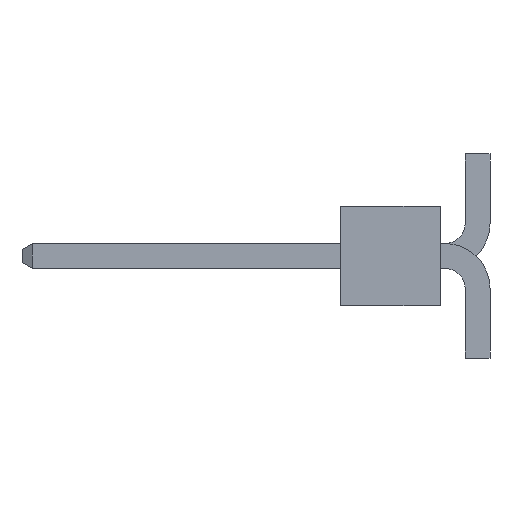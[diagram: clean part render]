
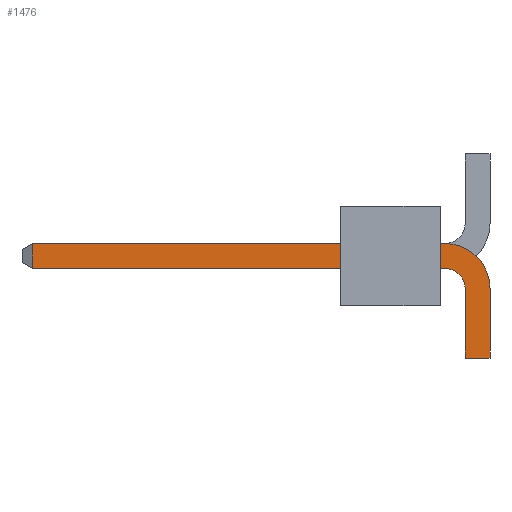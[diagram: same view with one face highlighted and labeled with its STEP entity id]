
A CAD part, left-side view. The second image highlights one B-rep face of the part: STEP entity #1476.
In plain terms, the highlighted planar face has unit normal (-1, 0, 0).
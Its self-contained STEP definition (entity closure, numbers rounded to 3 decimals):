
#14 = CARTESIAN_POINT ( 'NONE',  ( -1.587, 1.143, 0.318 ) ) ;
#20 = DIRECTION ( 'NONE',  ( 0., 0., -1. ) ) ;
#24 = CARTESIAN_POINT ( 'NONE',  ( -1.587, 1.143, -0.318 ) ) ;
#36 = EDGE_CURVE ( 'NONE', #1430, #1908, #1668, .T. ) ;
#37 = VECTOR ( 'NONE', #1923, 1000. ) ;
#44 = DIRECTION ( 'NONE',  ( 0., 0., -1. ) ) ;
#56 = EDGE_CURVE ( 'NONE', #68, #1908, #1600, .T. ) ;
#68 = VERTEX_POINT ( 'NONE', #24 ) ;
#83 = DIRECTION ( 'NONE',  ( 0., 0., 1. ) ) ;
#95 = EDGE_CURVE ( 'NONE', #1867, #327, #1594, .T. ) ;
#101 = VECTOR ( 'NONE', #83, 1000. ) ;
#104 = EDGE_LOOP ( 'NONE', ( #1155, #401, #1348, #1354, #425, #1079, #894, #211, #309, #1755, #1115, #887, #242, #1184, #1602, #529 ) ) ;
#116 = CARTESIAN_POINT ( 'NONE',  ( -1.587, 2.667, -0.368 ) ) ;
#124 = VECTOR ( 'NONE', #699, 1000. ) ;
#153 = VECTOR ( 'NONE', #1328, 1000. ) ;
#159 = VECTOR ( 'NONE', #349, 1000. ) ;
#211 = ORIENTED_EDGE ( 'NONE', *, *, #56, .T. ) ;
#230 = EDGE_CURVE ( 'NONE', #1409, #1703, #1544, .T. ) ;
#237 = LINE ( 'NONE', #869, #124 ) ;
#242 = ORIENTED_EDGE ( 'NONE', *, *, #1118, .F. ) ;
#254 = CARTESIAN_POINT ( 'NONE',  ( -1.587, 1.143, -0.318 ) ) ;
#257 = AXIS2_PLACEMENT_3D ( 'NONE', #1565, #954, #44 ) ;
#259 = VECTOR ( 'NONE', #335, 1000. ) ;
#268 = VERTEX_POINT ( 'NONE', #580 ) ;
#282 = CARTESIAN_POINT ( 'NONE',  ( -1.587, 11.678, 0.318 ) ) ;
#298 = CARTESIAN_POINT ( 'NONE',  ( -1.587, 0.635, -2.603 ) ) ;
#302 = CARTESIAN_POINT ( 'NONE',  ( -1.587, 2.667, 0.368 ) ) ;
#309 = ORIENTED_EDGE ( 'NONE', *, *, #36, .F. ) ;
#327 = VERTEX_POINT ( 'NONE', #1342 ) ;
#330 = EDGE_CURVE ( 'NONE', #1905, #1353, #1834, .T. ) ;
#335 = DIRECTION ( 'NONE',  ( 0., -1., 0. ) ) ;
#349 = DIRECTION ( 'NONE',  ( 0., 0., -1. ) ) ;
#401 = ORIENTED_EDGE ( 'NONE', *, *, #1638, .T. ) ;
#425 = ORIENTED_EDGE ( 'NONE', *, *, #1309, .F. ) ;
#429 = DIRECTION ( 'NONE',  ( 0., 0., 1. ) ) ;
#462 = CARTESIAN_POINT ( 'NONE',  ( -1.587, 0., 2.603 ) ) ;
#472 = LINE ( 'NONE', #1029, #37 ) ;
#495 = VECTOR ( 'NONE', #20, 1000. ) ;
#516 = FACE_OUTER_BOUND ( 'NONE', #104, .T. ) ;
#519 = LINE ( 'NONE', #1815, #153 ) ;
#529 = ORIENTED_EDGE ( 'NONE', *, *, #330, .F. ) ;
#531 = CARTESIAN_POINT ( 'NONE',  ( -1.587, 2.667, -0.368 ) ) ;
#532 = DIRECTION ( 'NONE',  ( 0., 1., 0. ) ) ;
#539 = CARTESIAN_POINT ( 'NONE',  ( -1.587, 2.54, 0.318 ) ) ;
#550 = EDGE_CURVE ( 'NONE', #1803, #1450, #1339, .T. ) ;
#568 = VERTEX_POINT ( 'NONE', #997 ) ;
#570 = CARTESIAN_POINT ( 'NONE',  ( -1.587, 2.667, -0.368 ) ) ;
#580 = CARTESIAN_POINT ( 'NONE',  ( -1.587, 2.54, -0.368 ) ) ;
#583 = DIRECTION ( 'NONE',  ( 0., 0., -1. ) ) ;
#597 = EDGE_CURVE ( 'NONE', #1450, #1398, #519, .T. ) ;
#615 = CARTESIAN_POINT ( 'NONE',  ( -1.587, 2.54, -0.368 ) ) ;
#640 = EDGE_CURVE ( 'NONE', #1867, #781, #676, .T. ) ;
#676 = CIRCLE ( 'NONE', #915, 1.143 ) ;
#688 = CARTESIAN_POINT ( 'NONE',  ( -1.587, 0., -0.825 ) ) ;
#699 = DIRECTION ( 'NONE',  ( 0., -1., 0. ) ) ;
#732 = CARTESIAN_POINT ( 'NONE',  ( -1.587, 2.667, -0.318 ) ) ;
#734 = CARTESIAN_POINT ( 'NONE',  ( -1.587, 2.667, 0.318 ) ) ;
#773 = EDGE_CURVE ( 'NONE', #1903, #1905, #1897, .T. ) ;
#780 = CARTESIAN_POINT ( 'NONE',  ( -1.587, 2.54, 0.368 ) ) ;
#781 = VERTEX_POINT ( 'NONE', #14 ) ;
#784 = LINE ( 'NONE', #1470, #1741 ) ;
#869 = CARTESIAN_POINT ( 'NONE',  ( -1.587, 2.667, 0.368 ) ) ;
#887 = ORIENTED_EDGE ( 'NONE', *, *, #640, .T. ) ;
#894 = ORIENTED_EDGE ( 'NONE', *, *, #1692, .F. ) ;
#910 = LINE ( 'NONE', #780, #495 ) ;
#915 = AXIS2_PLACEMENT_3D ( 'NONE', #1808, #1200, #583 ) ;
#954 = DIRECTION ( 'NONE',  ( 1., 0., 0. ) ) ;
#955 = CARTESIAN_POINT ( 'NONE',  ( -1.587, 11.678, -0.318 ) ) ;
#971 = VECTOR ( 'NONE', #1702, 1000. ) ;
#997 = CARTESIAN_POINT ( 'NONE',  ( -1.587, 2.54, -0.318 ) ) ;
#1002 = VECTOR ( 'NONE', #532, 1000. ) ;
#1003 = LINE ( 'NONE', #615, #1197 ) ;
#1018 = AXIS2_PLACEMENT_3D ( 'NONE', #1666, #1208, #1829 ) ;
#1029 = CARTESIAN_POINT ( 'NONE',  ( -1.587, 11.678, 0. ) ) ;
#1072 = EDGE_CURVE ( 'NONE', #568, #268, #910, .T. ) ;
#1079 = ORIENTED_EDGE ( 'NONE', *, *, #1072, .F. ) ;
#1108 = LINE ( 'NONE', #254, #1002 ) ;
#1115 = ORIENTED_EDGE ( 'NONE', *, *, #95, .F. ) ;
#1118 = EDGE_CURVE ( 'NONE', #1703, #781, #1751, .T. ) ;
#1155 = ORIENTED_EDGE ( 'NONE', *, *, #773, .F. ) ;
#1184 = ORIENTED_EDGE ( 'NONE', *, *, #230, .F. ) ;
#1197 = VECTOR ( 'NONE', #1383, 1000. ) ;
#1200 = DIRECTION ( 'NONE',  ( -1., 0., 0. ) ) ;
#1208 = DIRECTION ( 'NONE',  ( 1., 0., 0. ) ) ;
#1242 = CARTESIAN_POINT ( 'NONE',  ( -1.587, 11.938, 0.318 ) ) ;
#1264 = DIRECTION ( 'NONE',  ( 0., -1., 0. ) ) ;
#1266 = CARTESIAN_POINT ( 'NONE',  ( -1.587, 2.54, 0.368 ) ) ;
#1309 = EDGE_CURVE ( 'NONE', #268, #1803, #1003, .T. ) ;
#1321 = DIRECTION ( 'NONE',  ( 0., 1., 0. ) ) ;
#1328 = DIRECTION ( 'NONE',  ( 0., 1., 0. ) ) ;
#1337 = VECTOR ( 'NONE', #1264, 1000. ) ;
#1339 = LINE ( 'NONE', #116, #101 ) ;
#1342 = CARTESIAN_POINT ( 'NONE',  ( -1.587, 0., -2.603 ) ) ;
#1348 = ORIENTED_EDGE ( 'NONE', *, *, #597, .F. ) ;
#1353 = VERTEX_POINT ( 'NONE', #302 ) ;
#1354 = ORIENTED_EDGE ( 'NONE', *, *, #550, .F. ) ;
#1383 = DIRECTION ( 'NONE',  ( 0., 1., 0. ) ) ;
#1398 = VERTEX_POINT ( 'NONE', #955 ) ;
#1405 = CARTESIAN_POINT ( 'NONE',  ( -1.587, 11.938, 0.318 ) ) ;
#1409 = VERTEX_POINT ( 'NONE', #1952 ) ;
#1430 = VERTEX_POINT ( 'NONE', #298 ) ;
#1435 = VECTOR ( 'NONE', #1579, 1000. ) ;
#1450 = VERTEX_POINT ( 'NONE', #732 ) ;
#1470 = CARTESIAN_POINT ( 'NONE',  ( -1.587, 0., -2.603 ) ) ;
#1474 = PLANE ( 'NONE',  #1018 ) ;
#1476 = ADVANCED_FACE ( 'NONE', ( #516 ), #1474, .F. ) ;
#1544 = LINE ( 'NONE', #1266, #159 ) ;
#1565 = CARTESIAN_POINT ( 'NONE',  ( -1.587, 1.143, -0.825 ) ) ;
#1579 = DIRECTION ( 'NONE',  ( 0., 0., 1. ) ) ;
#1594 = LINE ( 'NONE', #462, #971 ) ;
#1600 = CIRCLE ( 'NONE', #257, 0.508 ) ;
#1602 = ORIENTED_EDGE ( 'NONE', *, *, #1747, .F. ) ;
#1638 = EDGE_CURVE ( 'NONE', #1903, #1398, #472, .T. ) ;
#1639 = VECTOR ( 'NONE', #429, 1000. ) ;
#1666 = CARTESIAN_POINT ( 'NONE',  ( -1.587, 0., 0. ) ) ;
#1668 = LINE ( 'NONE', #1822, #1639 ) ;
#1692 = EDGE_CURVE ( 'NONE', #68, #568, #1108, .T. ) ;
#1702 = DIRECTION ( 'NONE',  ( 0., 0., -1. ) ) ;
#1703 = VERTEX_POINT ( 'NONE', #539 ) ;
#1741 = VECTOR ( 'NONE', #1321, 1000. ) ;
#1747 = EDGE_CURVE ( 'NONE', #1353, #1409, #237, .T. ) ;
#1751 = LINE ( 'NONE', #1405, #1337 ) ;
#1755 = ORIENTED_EDGE ( 'NONE', *, *, #1788, .F. ) ;
#1788 = EDGE_CURVE ( 'NONE', #327, #1430, #784, .T. ) ;
#1792 = CARTESIAN_POINT ( 'NONE',  ( -1.587, 0.635, -0.825 ) ) ;
#1803 = VERTEX_POINT ( 'NONE', #531 ) ;
#1808 = CARTESIAN_POINT ( 'NONE',  ( -1.587, 1.143, -0.825 ) ) ;
#1815 = CARTESIAN_POINT ( 'NONE',  ( -1.587, 1.143, -0.318 ) ) ;
#1822 = CARTESIAN_POINT ( 'NONE',  ( -1.587, 0.635, -2.603 ) ) ;
#1829 = DIRECTION ( 'NONE',  ( 0., 0., -1. ) ) ;
#1834 = LINE ( 'NONE', #570, #1435 ) ;
#1867 = VERTEX_POINT ( 'NONE', #688 ) ;
#1897 = LINE ( 'NONE', #1242, #259 ) ;
#1903 = VERTEX_POINT ( 'NONE', #282 ) ;
#1905 = VERTEX_POINT ( 'NONE', #734 ) ;
#1908 = VERTEX_POINT ( 'NONE', #1792 ) ;
#1923 = DIRECTION ( 'NONE',  ( 0., 0., -1. ) ) ;
#1952 = CARTESIAN_POINT ( 'NONE',  ( -1.587, 2.54, 0.368 ) ) ;
